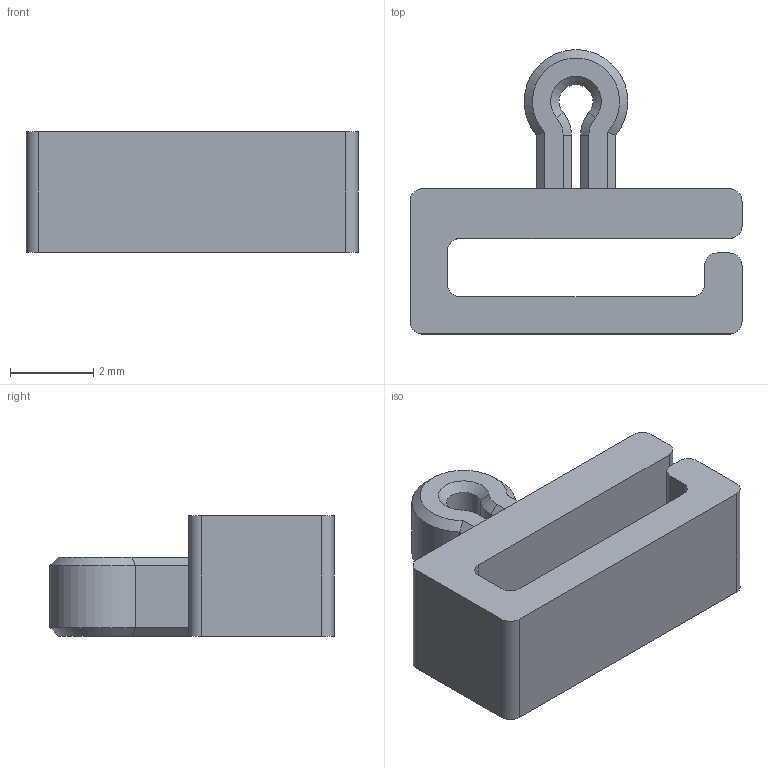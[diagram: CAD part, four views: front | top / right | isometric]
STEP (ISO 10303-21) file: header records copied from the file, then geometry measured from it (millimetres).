
FILE_DESCRIPTION(/* description */ (''),/* implementation_level */ '2;1');
FILE_NAME(/* name */ 'motorcable_clip.step',/* time_stamp */ '2025-03-31T09:58:44+02:00',/* author */ (''),/* organization */ (''),/* preprocessor_version */ 'ST-DEVELOPER v20.1',/* originating_system */ 'Autodesk Translation Framework v14.4.0.0',/* authorisation */ '');
FILE_SCHEMA (('AUTOMOTIVE_DESIGN { 1 0 10303 214 3 1 1 }'));
Length unit declared in the file: millimetre
Products named in the file (1): motor cable clip
Bounding box: 8 x 6.85 x 2.9 mm (x, y, z)
Volume: 65.4 mm3; surface area: 179.9 mm2
Topology: 1 solids, 1 shells, 47 faces, 126 edges, 80 vertices
Faces by surface type: plane 25, cylinder 14, cone 8
Entity records: 1508 total; most frequent: CARTESIAN_POINT 266, DIRECTION 254, ORIENTED_EDGE 252, EDGE_CURVE 126, LINE 86, VECTOR 86, AXIS2_PLACEMENT_3D 84, VERTEX_POINT 80
